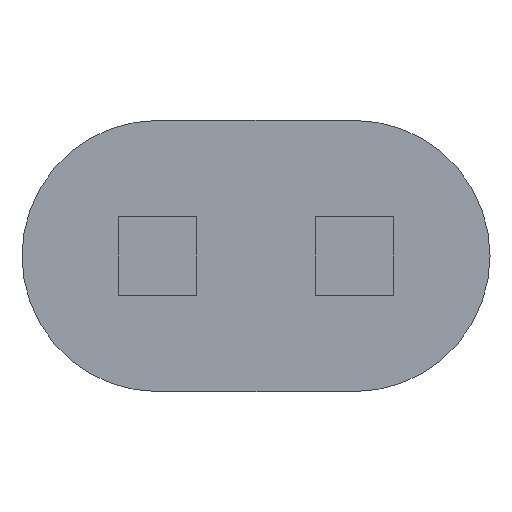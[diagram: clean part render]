
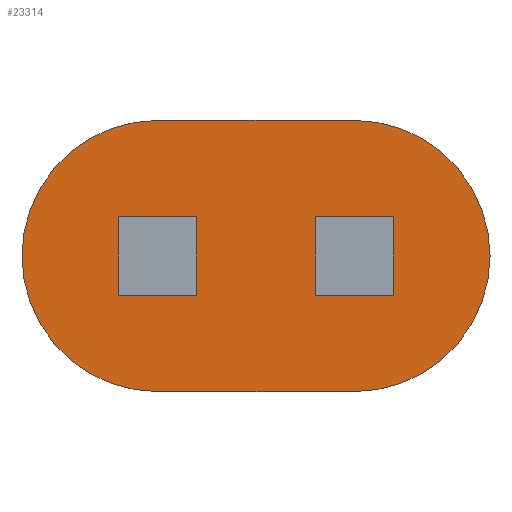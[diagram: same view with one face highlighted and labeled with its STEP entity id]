
A CAD part, front view. The second image highlights one B-rep face of the part: STEP entity #23314.
In plain terms, the highlighted planar face has unit normal (0, -1, 0).
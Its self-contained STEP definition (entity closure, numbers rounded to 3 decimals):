
#175 = CARTESIAN_POINT ( 'NONE',  ( -1125.05, 0., 0.05 ) ) ;
#238 = ORIENTED_EDGE ( 'NONE', *, *, #4893, .F. ) ;
#642 = VECTOR ( 'NONE', #1945, 1000. ) ;
#1945 = DIRECTION ( 'NONE',  ( 1., 0., 0. ) ) ;
#2118 = DIRECTION ( 'NONE',  ( 0., 0., -1. ) ) ;
#2170 = ORIENTED_EDGE ( 'NONE', *, *, #8604, .F. ) ;
#2180 = CARTESIAN_POINT ( 'NONE',  ( -2675., 0., 0.05 ) ) ;
#2375 = VERTEX_POINT ( 'NONE', #15890 ) ;
#2408 = EDGE_CURVE ( 'NONE', #2375, #8946, #6453, .T. ) ;
#3045 = AXIS2_PLACEMENT_3D ( 'NONE', #18602, #7101, #20556 ) ;
#3811 = VERTEX_POINT ( 'NONE', #24120 ) ;
#4278 = CARTESIAN_POINT ( 'NONE',  ( 1125.05, 0., -0.05 ) ) ;
#4893 = EDGE_CURVE ( 'NONE', #14334, #3811, #14027, .T. ) ;
#5289 = CARTESIAN_POINT ( 'NONE',  ( -1125.05, 0., 1550. ) ) ;
#5668 = EDGE_CURVE ( 'NONE', #3811, #20425, #23046, .T. ) ;
#5745 = DIRECTION ( 'NONE',  ( 0., 1., 0. ) ) ;
#6185 = DIRECTION ( 'NONE',  ( 0., 0., 1. ) ) ;
#6453 = LINE ( 'NONE', #10356, #21204 ) ;
#6764 = DIRECTION ( 'NONE',  ( 0., 1., 0. ) ) ;
#6802 = EDGE_CURVE ( 'NONE', #8946, #20523, #8870, .T. ) ;
#6977 = AXIS2_PLACEMENT_3D ( 'NONE', #18267, #6764, #20225 ) ;
#7037 = AXIS2_PLACEMENT_3D ( 'NONE', #4278, #17675, #6185 ) ;
#7040 = AXIS2_PLACEMENT_3D ( 'NONE', #175, #13640, #2118 ) ;
#7101 = DIRECTION ( 'NONE',  ( 0., 1., 0. ) ) ;
#7500 = PLANE ( 'NONE',  #23395 ) ;
#8437 = CARTESIAN_POINT ( 'NONE',  ( -2675., 0., 0.05 ) ) ;
#8604 = EDGE_CURVE ( 'NONE', #20425, #21190, #22902, .T. ) ;
#8731 = ORIENTED_EDGE ( 'NONE', *, *, #21720, .F. ) ;
#8870 = CIRCLE ( 'NONE', #7037, 1549.95 ) ;
#8946 = VERTEX_POINT ( 'NONE', #21138 ) ;
#9026 = ORIENTED_EDGE ( 'NONE', *, *, #17486, .F. ) ;
#9114 = EDGE_LOOP ( 'NONE', ( #13702, #18420, #12580, #9026, #2170, #15100, #238, #8731 ) ) ;
#9734 = LINE ( 'NONE', #19892, #19955 ) ;
#10356 = CARTESIAN_POINT ( 'NONE',  ( 2675., 0., 0.05 ) ) ;
#11234 = CARTESIAN_POINT ( 'NONE',  ( -1125.05, 0., -1550. ) ) ;
#11578 = VECTOR ( 'NONE', #17517, 1000. ) ;
#12580 = ORIENTED_EDGE ( 'NONE', *, *, #24670, .F. ) ;
#12996 = FACE_OUTER_BOUND ( 'NONE', #9114, .T. ) ;
#13640 = DIRECTION ( 'NONE',  ( 0., 1., 0. ) ) ;
#13702 = ORIENTED_EDGE ( 'NONE', *, *, #6802, .F. ) ;
#14027 = CIRCLE ( 'NONE', #6977, 1549.95 ) ;
#14334 = VERTEX_POINT ( 'NONE', #11234 ) ;
#15100 = ORIENTED_EDGE ( 'NONE', *, *, #5668, .F. ) ;
#15369 = CARTESIAN_POINT ( 'NONE',  ( -1125.05, 0., 1550. ) ) ;
#15890 = CARTESIAN_POINT ( 'NONE',  ( 2675., 0., 0.05 ) ) ;
#16532 = VERTEX_POINT ( 'NONE', #24127 ) ;
#17227 = CARTESIAN_POINT ( 'NONE',  ( 1125.05, 0., -0.05 ) ) ;
#17486 = EDGE_CURVE ( 'NONE', #21190, #16532, #20502, .T. ) ;
#17517 = DIRECTION ( 'NONE',  ( 0., 0., 1. ) ) ;
#17675 = DIRECTION ( 'NONE',  ( 0., 1., 0. ) ) ;
#18267 = CARTESIAN_POINT ( 'NONE',  ( -1125.05, 0., -0.05 ) ) ;
#18420 = ORIENTED_EDGE ( 'NONE', *, *, #2408, .F. ) ;
#18602 = CARTESIAN_POINT ( 'NONE',  ( 1125.05, 0., 0.05 ) ) ;
#19174 = DIRECTION ( 'NONE',  ( 0., 0., 1. ) ) ;
#19892 = CARTESIAN_POINT ( 'NONE',  ( -1125.05, 0., -1550. ) ) ;
#19955 = VECTOR ( 'NONE', #21749, 1000. ) ;
#20225 = DIRECTION ( 'NONE',  ( 0., 0., 1. ) ) ;
#20425 = VERTEX_POINT ( 'NONE', #8437 ) ;
#20502 = LINE ( 'NONE', #15369, #642 ) ;
#20523 = VERTEX_POINT ( 'NONE', #23174 ) ;
#20556 = DIRECTION ( 'NONE',  ( 0., 0., -1. ) ) ;
#21138 = CARTESIAN_POINT ( 'NONE',  ( 2675., 0., -0.05 ) ) ;
#21190 = VERTEX_POINT ( 'NONE', #5289 ) ;
#21204 = VECTOR ( 'NONE', #23818, 1000. ) ;
#21720 = EDGE_CURVE ( 'NONE', #20523, #14334, #9734, .T. ) ;
#21749 = DIRECTION ( 'NONE',  ( -1., 0., 0. ) ) ;
#21946 = CIRCLE ( 'NONE', #3045, 1549.95 ) ;
#22902 = CIRCLE ( 'NONE', #7040, 1549.95 ) ;
#23046 = LINE ( 'NONE', #2180, #11578 ) ;
#23174 = CARTESIAN_POINT ( 'NONE',  ( 1125.05, 0., -1550. ) ) ;
#23314 = ADVANCED_FACE ( 'NONE', ( #12996 ), #7500, .F. ) ;
#23395 = AXIS2_PLACEMENT_3D ( 'NONE', #17227, #5745, #19174 ) ;
#23818 = DIRECTION ( 'NONE',  ( 0., 0., -1. ) ) ;
#24120 = CARTESIAN_POINT ( 'NONE',  ( -2675., 0., -0.05 ) ) ;
#24127 = CARTESIAN_POINT ( 'NONE',  ( 1125.05, 0., 1550. ) ) ;
#24670 = EDGE_CURVE ( 'NONE', #16532, #2375, #21946, .T. ) ;
